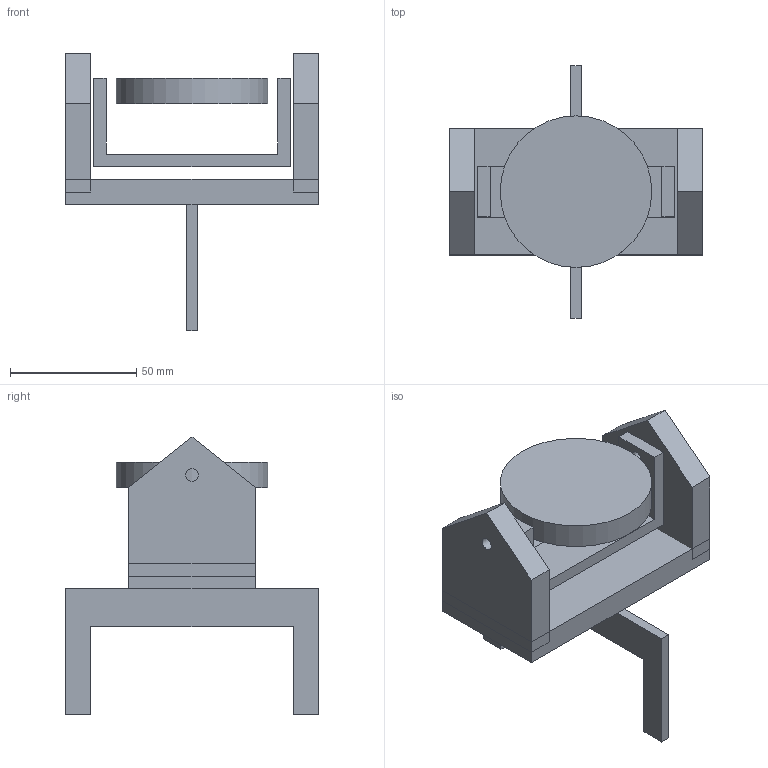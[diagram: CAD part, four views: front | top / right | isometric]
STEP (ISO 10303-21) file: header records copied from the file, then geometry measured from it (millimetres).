
FILE_DESCRIPTION(/* description */ (''),/* implementation_level */ '2;1');
FILE_NAME(/* name */ '71617aad-b73c-4b65-92ba-877fb03595f6.stp',/* time_stamp */ '2022-02-09T13:20:09+00:00',/* author */ (''),/* organization */ (''),/* preprocessor_version */ 'ST-DEVELOPER v18.1',/* originating_system */ 'Autodesk Translation Framework v10.13.0.1454',/* authorisation */ '');
FILE_SCHEMA (('AUTOMOTIVE_DESIGN { 1 0 10303 214 3 1 1 }'));
Length unit declared in the file: millimetre
Products named in the file (2): RCmotorcycle1; Component2
Assembly tree (1 placements, depth 2):
  RCmotorcycle1
    Component2
Bounding box: 100 x 100 x 110 mm (x, y, z)
Volume: 145297.8 mm3; surface area: 46117.5 mm2
Topology: 5 solids, 5 shells, 49 faces, 113 edges, 74 vertices
Faces by surface type: plane 44, cylinder 5
Full cylindrical faces by diameter (mm): 5 x4, 60 x1
Entity records: 1432 total; most frequent: CARTESIAN_POINT 239, DIRECTION 227, ORIENTED_EDGE 226, EDGE_CURVE 113, LINE 103, VECTOR 103, VERTEX_POINT 74, AXIS2_PLACEMENT_3D 62
